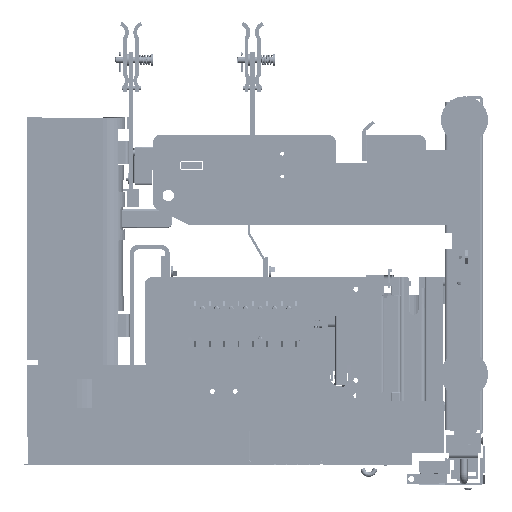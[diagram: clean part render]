
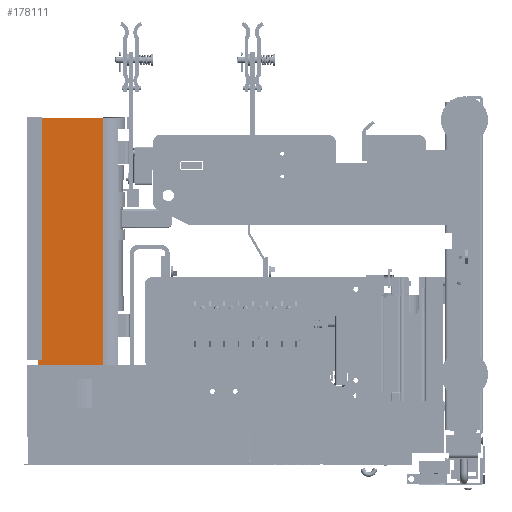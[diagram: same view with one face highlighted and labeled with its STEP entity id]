
A CAD part, left-side view. The second image highlights one B-rep face of the part: STEP entity #178111.
In plain terms, the highlighted planar face has unit normal (-1, 0, 0).
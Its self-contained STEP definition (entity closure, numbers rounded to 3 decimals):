
#175639=DIRECTION('',(0.,0.,1.));
#175640=VECTOR('',#175639,432.);
#175641=CARTESIAN_POINT('',(-176.,255.,-46.6));
#175642=LINE('',#175641,#175640);
#175643=DIRECTION('',(0.,-1.,0.));
#175644=VECTOR('',#175643,80.);
#175645=CARTESIAN_POINT('',(-176.,335.,385.4));
#175646=LINE('',#175645,#175644);
#175647=DIRECTION('',(0.,1.,0.));
#175648=VECTOR('',#175647,85.);
#175649=CARTESIAN_POINT('',(-176.,255.,-46.6));
#175650=LINE('',#175649,#175648);
#175651=DIRECTION('',(0.,0.,1.));
#175652=VECTOR('',#175651,113.);
#175653=CARTESIAN_POINT('',(-176.,340.,-46.6));
#175654=LINE('',#175653,#175652);
#175655=DIRECTION('',(0.,-1.,0.));
#175656=VECTOR('',#175655,5.);
#175657=CARTESIAN_POINT('',(-176.,340.,66.4));
#175658=LINE('',#175657,#175656);
#175659=DIRECTION('',(0.,0.,1.));
#175660=VECTOR('',#175659,319.);
#175661=CARTESIAN_POINT('',(-176.,335.,66.4));
#175662=LINE('',#175661,#175660);
#177590=CARTESIAN_POINT('',(-176.,255.,-46.6));
#177591=CARTESIAN_POINT('',(-176.,340.,-46.6));
#177592=VERTEX_POINT('',#177590);
#177593=VERTEX_POINT('',#177591);
#177615=CARTESIAN_POINT('',(-176.,340.,66.4));
#177616=VERTEX_POINT('',#177615);
#177668=CARTESIAN_POINT('',(-176.,335.,66.4));
#177669=VERTEX_POINT('',#177668);
#177746=CARTESIAN_POINT('',(-176.,335.,385.4));
#177747=CARTESIAN_POINT('',(-176.,255.,385.4));
#177748=VERTEX_POINT('',#177746);
#177749=VERTEX_POINT('',#177747);
#178093=CARTESIAN_POINT('',(-176.,255.,374.9));
#178094=DIRECTION('',(-1.,0.,0.));
#178095=DIRECTION('',(0.,1.,0.));
#178096=AXIS2_PLACEMENT_3D('',#178093,#178094,#178095);
#178097=PLANE('',#178096);
#178099=ORIENTED_EDGE('',*,*,#178098,.T.);
#178100=ORIENTED_EDGE('',*,*,#178088,.F.);
#178102=ORIENTED_EDGE('',*,*,#178101,.T.);
#178104=ORIENTED_EDGE('',*,*,#178103,.T.);
#178106=ORIENTED_EDGE('',*,*,#178105,.T.);
#178108=ORIENTED_EDGE('',*,*,#178107,.T.);
#178109=EDGE_LOOP('',(#178099,#178100,#178102,#178104,#178106,#178108));
#178110=FACE_OUTER_BOUND('',#178109,.F.);
#178111=ADVANCED_FACE('',(#178110),#178097,.T.);
#178088=EDGE_CURVE('',#177592,#177749,#175642,.T.);
#178098=EDGE_CURVE('',#177748,#177749,#175646,.T.);
#178101=EDGE_CURVE('',#177592,#177593,#175650,.T.);
#178103=EDGE_CURVE('',#177593,#177616,#175654,.T.);
#178105=EDGE_CURVE('',#177616,#177669,#175658,.T.);
#178107=EDGE_CURVE('',#177669,#177748,#175662,.T.);
